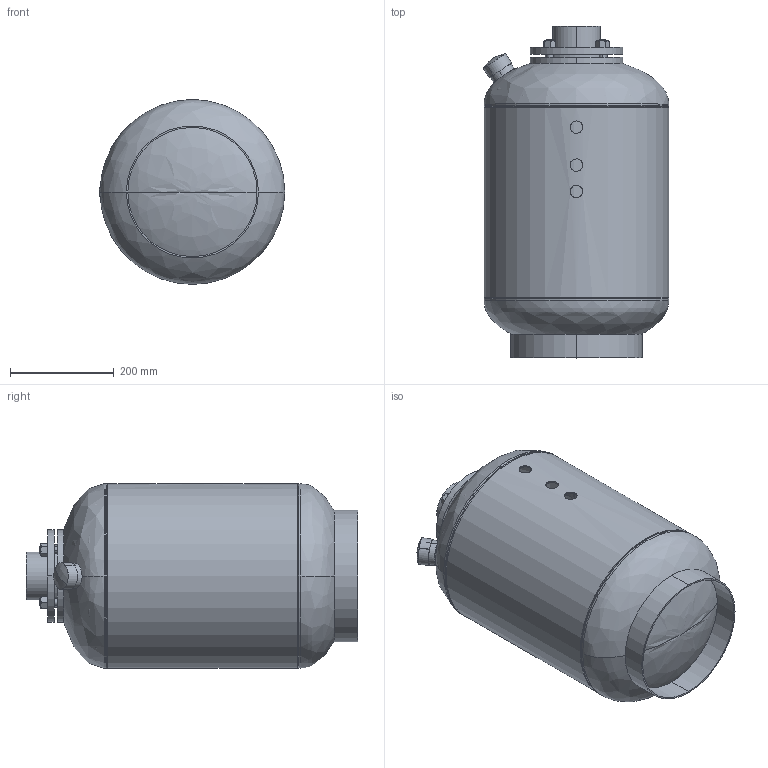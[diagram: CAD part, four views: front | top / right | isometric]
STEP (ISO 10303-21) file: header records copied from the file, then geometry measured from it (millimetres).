
FILE_DESCRIPTION (( 'STEP AP203' ), '1' );
FILE_NAME ('SSA-50.STEP', '2021-03-16T14:10:08', ( '' ), ( '' ), 'SwSTEP 2.0', 'SolidWorks 2021', '' );
FILE_SCHEMA (( 'CONFIG_CONTROL_DESIGN' ));
Length unit declared in the file: inch
Products named in the file (16): SSA-50; Couplings_9500575; 99B0128; 9800125_NLA 50; 9200060; 9500000; 9800494_7753K171; 9801512; 9400006; 9011010_1.78125; 9800610_HHNUT 0.5000-13-D-N; 9800460_03-34; 9400015; 9800512; 9800522
Assembly tree (21 placements, depth 2):
  SSA-50
    99B0128
    9200060
    9200060
    9500000
    Couplings_9500575
    9800460_03-34
    9800512
    9801512
    9800494_7753K171
    9400015
    9400006
    9800522  x4
    9800610_HHNUT 0.5000-13-D-N  x4
    9800125_NLA 50
    9011010_1.78125
Bounding box: 357.21 x 638.75 x 355.6 mm (x, y, z)
Volume: 3732126.7 mm3; surface area: 2537745.6 mm2
Topology: 22 solids, 22 shells, 628 faces, 1610 edges, 1006 vertices
Faces by surface type: plane 268, cone 154, cylinder 149, bspline 31, torus 22, sphere 4
Full cylindrical faces by diameter (mm): 350.52 x1, 355.397 x1
Entity records: 34596 total; most frequent: CARTESIAN_POINT 19682, ORIENTED_EDGE 2792, DIRECTION 2643, EDGE_CURVE 1396, AXIS2_PLACEMENT_3D 1013, VERTEX_POINT 892, EDGE_LOOP 622, VECTOR 617
